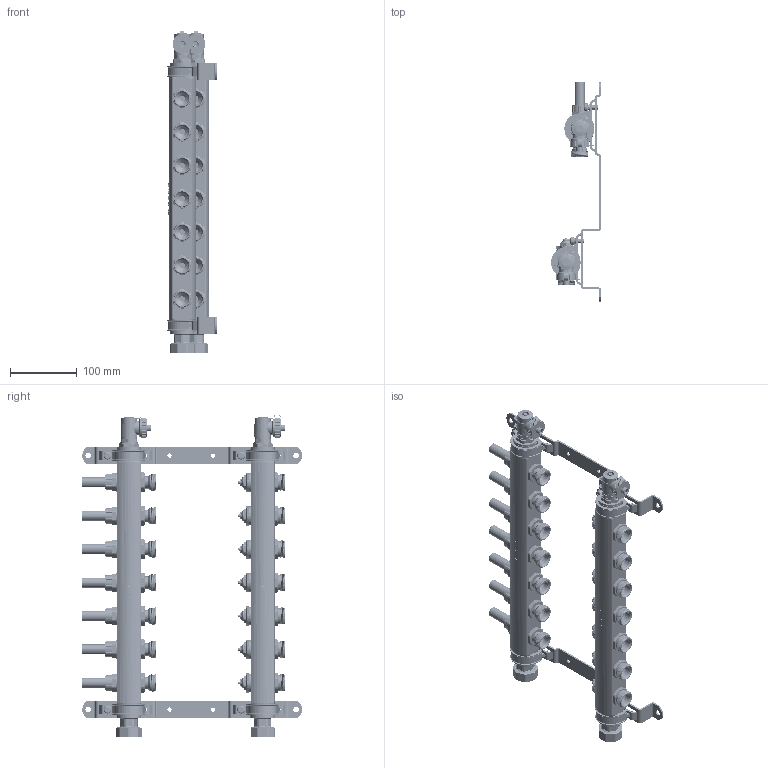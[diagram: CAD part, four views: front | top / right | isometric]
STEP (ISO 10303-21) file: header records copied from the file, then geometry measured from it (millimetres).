
FILE_DESCRIPTION((''),'2;1');
FILE_NAME('9340-07-800_VEREINFAC_SW0001','2016-10-25T',('marann'),(''),'PRO/ENGINEER BY PARAMETRIC TECHNOLOGY CORPORATION, 2011490','PRO/ENGINEER BY PARAMETRIC TECHNOLOGY CORPORATION, 2011490','');
FILE_SCHEMA(('CONFIG_CONTROL_DESIGN'));
Products named in the file (1): 9340-07-800_VEREINFAC_SW0001
Bounding box: 74.75 x 329.7 x 482.8 mm (x, y, z)
Volume: 598299.7 mm3; surface area: 427522.7 mm2
Topology: 7 solids, 7 shells, 5024 faces, 13134 edges, 8316 vertices
Faces by surface type: plane 1848, cylinder 1822, bspline 642, cone 468, torus 244
Entity records: 231717 total; most frequent: CARTESIAN_POINT 111812, ORIENTED_EDGE 26268, DIRECTION 23881, EDGE_CURVE 13134, AXIS2_PLACEMENT_3D 9111, VERTEX_POINT 8316, VECTOR 5659, LINE 5659
